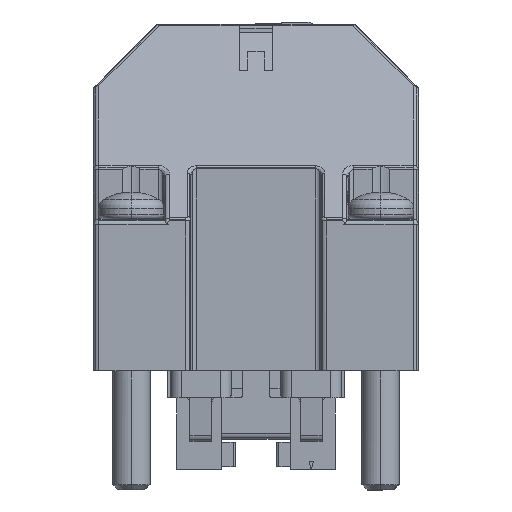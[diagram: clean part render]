
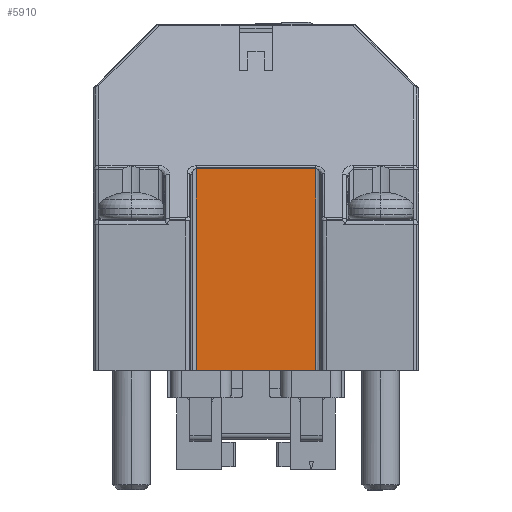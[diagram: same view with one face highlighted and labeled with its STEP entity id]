
A CAD part, front view. The second image highlights one B-rep face of the part: STEP entity #5910.
In plain terms, the highlighted planar face has unit normal (0, -1, 0).
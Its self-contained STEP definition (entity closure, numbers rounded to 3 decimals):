
#5890=AXIS2_PLACEMENT_3D('Plane Axis2P3D',#5887,#5888,#5889) ;
#3581=CARTESIAN_POINT('Vertex',(20.5,6.05,11.)) ;
#3584=CARTESIAN_POINT('Line Origine',(15.,6.05,11.)) ;
#3588=CARTESIAN_POINT('Vertex',(9.5,6.05,11.)) ;
#5871=CARTESIAN_POINT('Vertex',(20.5,6.05,29.634)) ;
#5874=CARTESIAN_POINT('Line Origine',(20.5,6.05,19.811)) ;
#5887=CARTESIAN_POINT('Axis2P3D Location',(30.,6.05,13.)) ;
#5892=CARTESIAN_POINT('Line Origine',(9.5,6.05,20.317)) ;
#5896=CARTESIAN_POINT('Vertex',(9.5,6.05,29.634)) ;
#5899=CARTESIAN_POINT('Line Origine',(15.,6.05,29.634)) ;
#3585=DIRECTION('Vector Direction',(1.,0.,0.)) ;
#5875=DIRECTION('Vector Direction',(0.,0.,1.)) ;
#5888=DIRECTION('Axis2P3D Direction',(0.,-1.,0.)) ;
#5889=DIRECTION('Axis2P3D XDirection',(0.,0.,-1.)) ;
#5893=DIRECTION('Vector Direction',(0.,0.,-1.)) ;
#5900=DIRECTION('Vector Direction',(1.,0.,0.)) ;
#3586=VECTOR('Line Direction',#3585,1.) ;
#5876=VECTOR('Line Direction',#5875,1.) ;
#5894=VECTOR('Line Direction',#5893,1.) ;
#5901=VECTOR('Line Direction',#5900,1.) ;
#5905=ORIENTED_EDGE('',*,*,#5898,.T.) ;
#5906=ORIENTED_EDGE('',*,*,#3590,.T.) ;
#5907=ORIENTED_EDGE('',*,*,#5878,.F.) ;
#5908=ORIENTED_EDGE('',*,*,#5903,.F.) ;
#5910=ADVANCED_FACE('Hauptk\X2\00F6\X0\rper',(#5909),#5891,.T.) ;
#3590=EDGE_CURVE('',#3589,#3582,#3587,.T.) ;
#5878=EDGE_CURVE('',#5872,#3582,#5877,.F.) ;
#5898=EDGE_CURVE('',#5897,#3589,#5895,.T.) ;
#5903=EDGE_CURVE('',#5897,#5872,#5902,.T.) ;
#5904=EDGE_LOOP('',(#5905,#5906,#5907,#5908)) ;
#5909=FACE_OUTER_BOUND('',#5904,.T.) ;
#3587=LINE('Line',#3584,#3586) ;
#5877=LINE('Line',#5874,#5876) ;
#5895=LINE('Line',#5892,#5894) ;
#5902=LINE('Line',#5899,#5901) ;
#5891=PLANE('',#5890) ;
#3582=VERTEX_POINT('',#3581) ;
#3589=VERTEX_POINT('',#3588) ;
#5872=VERTEX_POINT('',#5871) ;
#5897=VERTEX_POINT('',#5896) ;
